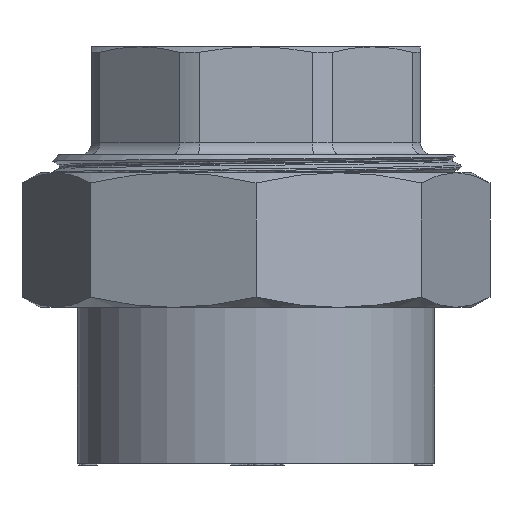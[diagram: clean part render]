
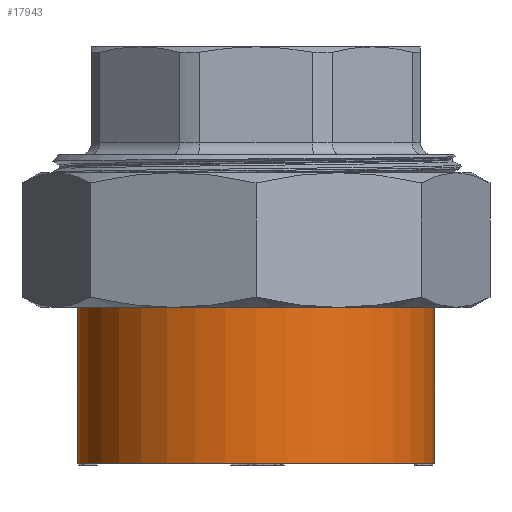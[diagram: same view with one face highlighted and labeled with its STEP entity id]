
A CAD part, front view. The second image highlights one B-rep face of the part: STEP entity #17943.
In plain terms, the highlighted cylindrical face has radius 28.5 mm (diameter 57 mm), a full revolution.
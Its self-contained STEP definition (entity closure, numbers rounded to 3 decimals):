
#1080=LINE('',#36979,#3460);
#3460=VECTOR('',#20283,30.);
#5901=FACE_OUTER_BOUND('',#6859,.T.);
#6859=EDGE_LOOP('',(#13043,#13044,#13045,#13046));
#7933=CIRCLE('',#18977,28.5);
#7934=CIRCLE('',#18978,28.5);
#8158=VERTEX_POINT('',#36976);
#8159=VERTEX_POINT('',#36978);
#10048=EDGE_CURVE('',#8158,#8158,#7933,.T.);
#10049=EDGE_CURVE('',#8158,#8159,#1080,.T.);
#10050=EDGE_CURVE('',#8159,#8159,#7934,.T.);
#13043=ORIENTED_EDGE('',*,*,#10048,.T.);
#13044=ORIENTED_EDGE('',*,*,#10049,.T.);
#13045=ORIENTED_EDGE('',*,*,#10050,.F.);
#13046=ORIENTED_EDGE('',*,*,#10049,.F.);
#17804=CYLINDRICAL_SURFACE('',#18976,28.5);
#17943=ADVANCED_FACE('',(#5901),#17804,.T.);
#18976=AXIS2_PLACEMENT_3D('',#36975,#20279,#20280);
#18977=AXIS2_PLACEMENT_3D('',#36977,#20281,#20282);
#18978=AXIS2_PLACEMENT_3D('',#36980,#20284,#20285);
#20279=DIRECTION('center_axis',(0.,0.,
1.));
#20280=DIRECTION('ref_axis',(-1.,0.,0.));
#20281=DIRECTION('center_axis',(0.,0.,
-1.));
#20282=DIRECTION('ref_axis',(-1.,0.,0.));
#20283=DIRECTION('',(0.,0.,-1.));
#20284=DIRECTION('center_axis',(0.,0.,
-1.));
#20285=DIRECTION('ref_axis',(-1.,0.,0.));
#36975=CARTESIAN_POINT('Origin',(0.,0.003,
-42.966));
#36976=CARTESIAN_POINT('',(28.5,0.003,-12.166));
#36977=CARTESIAN_POINT('Origin',(0.,0.003,
-12.166));
#36978=CARTESIAN_POINT('',(28.5,0.003,-41.166));
#36979=CARTESIAN_POINT('',(28.5,0.003,-42.966));
#36980=CARTESIAN_POINT('Origin',(0.,0.003,
-41.166));
